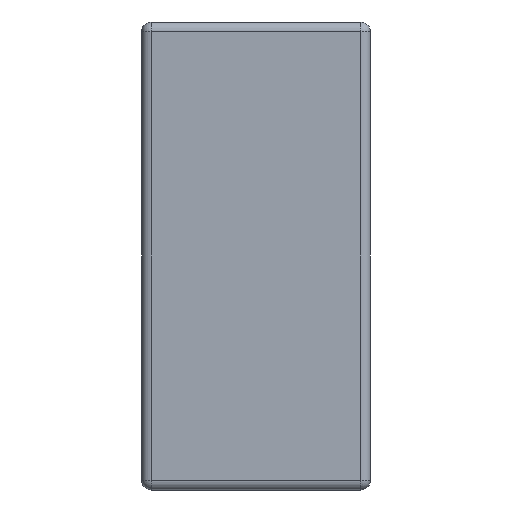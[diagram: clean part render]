
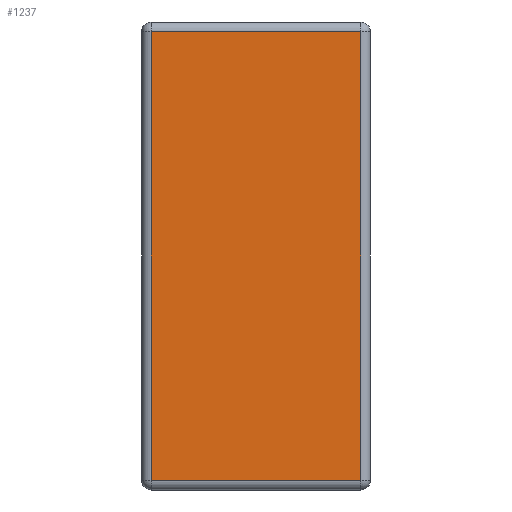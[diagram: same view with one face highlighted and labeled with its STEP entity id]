
A CAD part, left-side view. The second image highlights one B-rep face of the part: STEP entity #1237.
In plain terms, the highlighted planar face has unit normal (-1, 0, 0).
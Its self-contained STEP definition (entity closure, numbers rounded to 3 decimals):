
#245 = LINE ( 'NONE', #1698, #627 ) ;
#315 = CARTESIAN_POINT ( 'NONE',  ( 0., 0., 0. ) ) ;
#379 = DIRECTION ( 'NONE',  ( 0., -1., 0. ) ) ;
#387 = DIRECTION ( 'NONE',  ( 0., 0., 1. ) ) ;
#419 = VERTEX_POINT ( 'NONE', #3327 ) ;
#627 = VECTOR ( 'NONE', #3797, 1000. ) ;
#934 = VERTEX_POINT ( 'NONE', #2798 ) ;
#1036 = AXIS2_PLACEMENT_3D ( 'NONE', #315, #4653, #387 ) ;
#1120 = EDGE_CURVE ( 'NONE', #3114, #934, #4198, .T. ) ;
#1134 = ORIENTED_EDGE ( 'NONE', *, *, #2906, .T. ) ;
#1237 = ADVANCED_FACE ( 'NONE', ( #3891 ), #3167, .T. ) ;
#1334 = VECTOR ( 'NONE', #3355, 1000. ) ;
#1351 = EDGE_CURVE ( 'NONE', #934, #1687, #2941, .T. ) ;
#1683 = EDGE_LOOP ( 'NONE', ( #1134, #4270, #3210, #4658 ) ) ;
#1687 = VERTEX_POINT ( 'NONE', #4064 ) ;
#1698 = CARTESIAN_POINT ( 'NONE',  ( 0., 0.037, 0. ) ) ;
#1836 = CARTESIAN_POINT ( 'NONE',  ( 0., 0., -1.763 ) ) ;
#2086 = LINE ( 'NONE', #1836, #3689 ) ;
#2395 = CARTESIAN_POINT ( 'NONE',  ( 0., 0.88, -0.037 ) ) ;
#2662 = CARTESIAN_POINT ( 'NONE',  ( 0., 0.037, -0.037 ) ) ;
#2798 = CARTESIAN_POINT ( 'NONE',  ( 0., 0.843, -0.037 ) ) ;
#2906 = EDGE_CURVE ( 'NONE', #1687, #419, #2086, .T. ) ;
#2941 = LINE ( 'NONE', #3651, #1334 ) ;
#3114 = VERTEX_POINT ( 'NONE', #2662 ) ;
#3167 = PLANE ( 'NONE',  #1036 ) ;
#3210 = ORIENTED_EDGE ( 'NONE', *, *, #1120, .T. ) ;
#3327 = CARTESIAN_POINT ( 'NONE',  ( 0., 0.037, -1.763 ) ) ;
#3350 = VECTOR ( 'NONE', #4221, 1000. ) ;
#3355 = DIRECTION ( 'NONE',  ( 0., 0., -1. ) ) ;
#3651 = CARTESIAN_POINT ( 'NONE',  ( 0., 0.843, -1.8 ) ) ;
#3689 = VECTOR ( 'NONE', #379, 1000. ) ;
#3797 = DIRECTION ( 'NONE',  ( 0., 0., 1. ) ) ;
#3891 = FACE_OUTER_BOUND ( 'NONE', #1683, .T. ) ;
#4051 = EDGE_CURVE ( 'NONE', #419, #3114, #245, .T. ) ;
#4064 = CARTESIAN_POINT ( 'NONE',  ( 0., 0.843, -1.763 ) ) ;
#4198 = LINE ( 'NONE', #2395, #3350 ) ;
#4221 = DIRECTION ( 'NONE',  ( 0., 1., 0. ) ) ;
#4270 = ORIENTED_EDGE ( 'NONE', *, *, #4051, .T. ) ;
#4653 = DIRECTION ( 'NONE',  ( -1., 0., 0. ) ) ;
#4658 = ORIENTED_EDGE ( 'NONE', *, *, #1351, .T. ) ;
